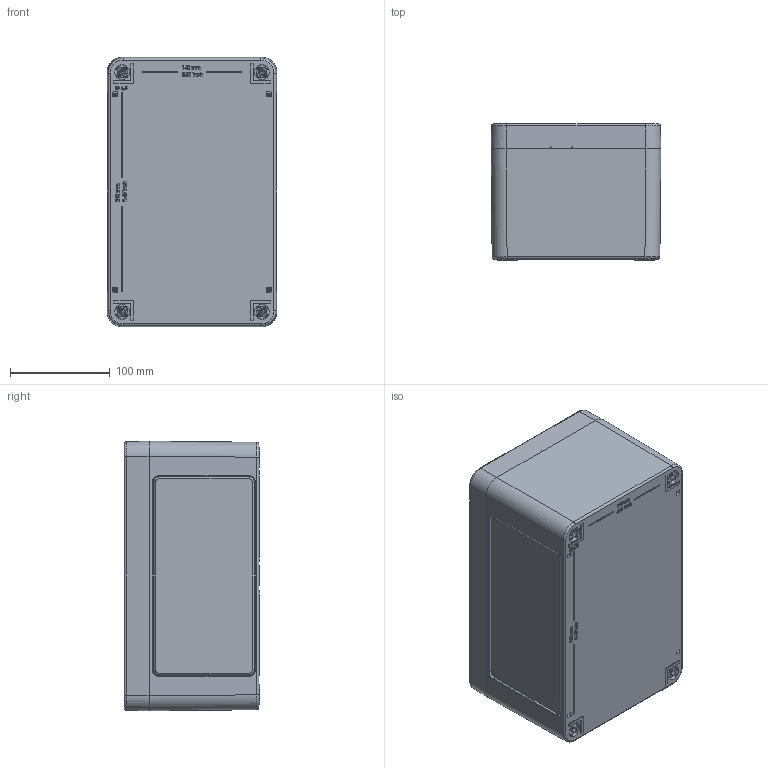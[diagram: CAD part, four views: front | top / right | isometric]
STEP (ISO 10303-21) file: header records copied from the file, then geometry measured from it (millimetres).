
FILE_DESCRIPTION (( 'STEP AP214' ), '1' );
FILE_NAME ('26140100.STEP', '2022-03-03T09:53:29', ( '' ), ( '' ), 'SwSTEP 2.0', 'SolidWorks 2020', '' );
FILE_SCHEMA (( 'AUTOMOTIVE_DESIGN' ));
Length unit declared in the file: millimetre
Products named in the file (12): 39511; 39008; 39501; 39029; 26140100; 39027; 39502; 92684; 82304; 39021; 94074_Vorspannung; 39509
Assembly tree (30 placements, depth 2):
  26140100
    39502
    82304
    39021  x4
    94074_Vorspannung  x4
    39008  x4
    39509  x4
    39501
    39027  x4
    39511  x2
    39029  x4
    92684
Bounding box: 170 x 136 x 270 mm (x, y, z)
Volume: 1276500.6 mm3; surface area: 604529.9 mm2
Topology: 30 solids, 30 shells, 3929 faces, 9773 edges, 5975 vertices
Faces by surface type: plane 1369, cylinder 1076, bspline 981, cone 249, torus 204, sphere 50
Full cylindrical faces by diameter (mm): 2.5 x4, 3.5 x1, 8 x4, 8.1 x4, 12.5 x4, 14 x4, 15.2 x4, 19.4 x4, 20.4 x4, 25 x4
Entity records: 118816 total; most frequent: CARTESIAN_POINT 58359, ORIENTED_EDGE 13840, DIRECTION 10438, EDGE_CURVE 6920, VERTEX_POINT 4283, AXIS2_PLACEMENT_3D 3774, EDGE_LOOP 3237, FACE_OUTER_BOUND 2988
